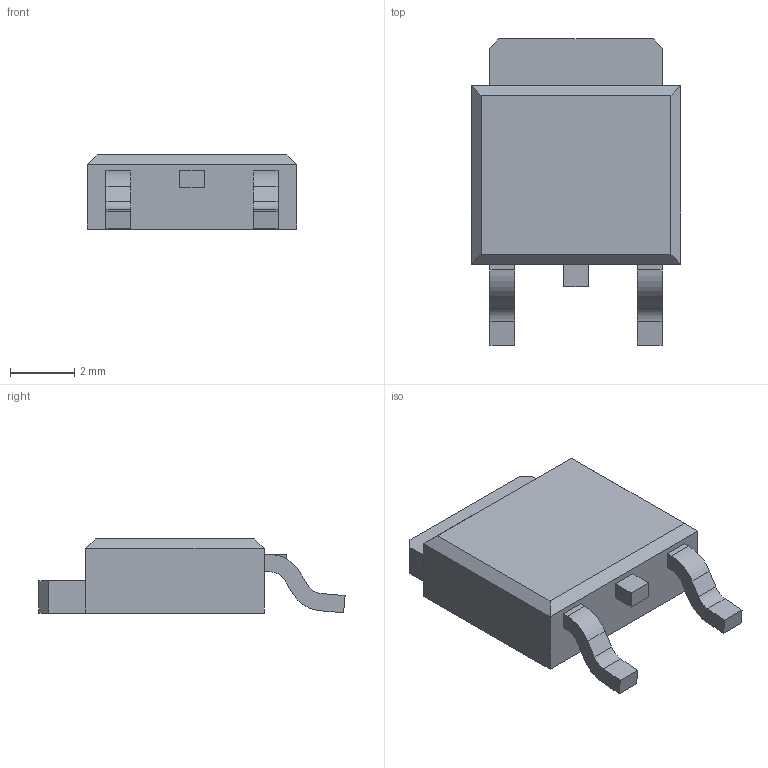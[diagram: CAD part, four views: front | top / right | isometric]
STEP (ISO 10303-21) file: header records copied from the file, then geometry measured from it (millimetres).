
FILE_DESCRIPTION(('FreeCAD Model'),'2;1');
FILE_NAME('dpak-to252.step' ,'2015-07-15T21:47:39',('Author'),(''), 'Open CASCADE STEP processor 6.8','FreeCAD','Unknown');
FILE_SCHEMA(('AUTOMOTIVE_DESIGN_CC2 { 1 2 10303 214 -1 1 5 4 }'));
Length unit declared in the file: millimetre
Products named in the file (1): dpak-to252
Bounding box: 6.5 x 9.51 x 2.3 mm (x, y, z)
Volume: 92.4 mm3; surface area: 158.7 mm2
Topology: 1 solids, 1 shells, 49 faces, 126 edges, 82 vertices
Faces by surface type: plane 41, cylinder 8
Entity records: 3436 total; most frequent: CARTESIAN_POINT 608, DIRECTION 436, LINE 296, VECTOR 296, ORIENTED_EDGE 252, PCURVE 252, DEFINITIONAL_REPRESENTATION 252, EDGE_CURVE 126
